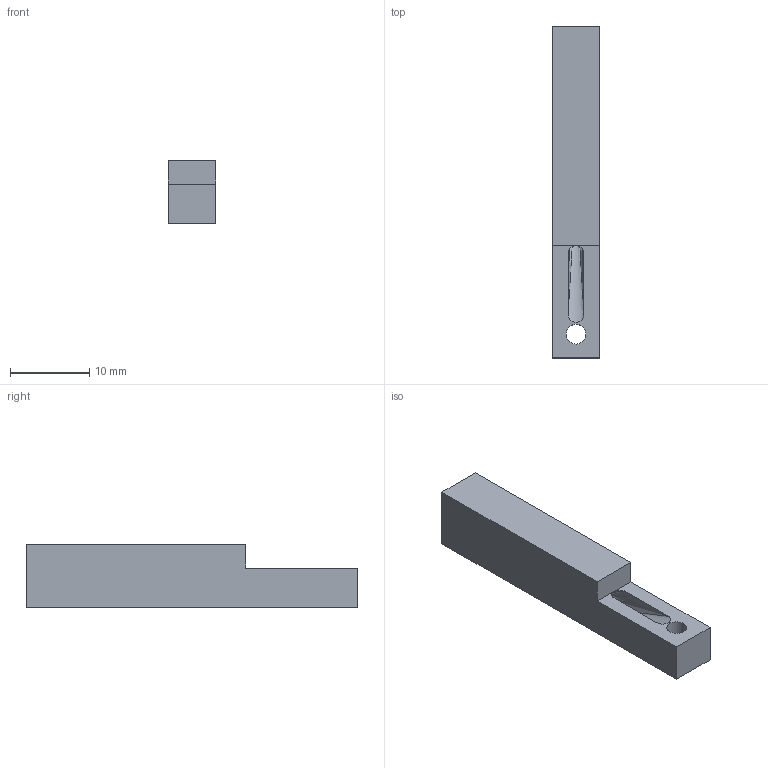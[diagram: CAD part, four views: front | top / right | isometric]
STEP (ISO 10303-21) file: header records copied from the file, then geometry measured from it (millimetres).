
FILE_DESCRIPTION(('FreeCAD Model'),'2;1');
FILE_NAME('2020-06-07 Kuente Sadeta Re y-0,5 Hole 2mm a Oblon STEP.step','2020-06-07T20:12:49',('Author'),(''), 'Open CASCADE STEP processor 7.3','FreeCAD','Unknown');
FILE_SCHEMA(('AUTOMOTIVE_DESIGN { 1 0 10303 214 1 1 1 1 }'));
Length unit declared in the file: millimetre
Products named in the file (1): SubtractiveLoft
Bounding box: 6 x 42 x 8 mm (x, y, z)
Volume: 1540.8 mm3; surface area: 1446.8 mm2
Topology: 1 solids, 1 shells, 21 faces, 57 edges, 37 vertices
Faces by surface type: plane 11, bspline 5, cylinder 4, cone 1
Full cylindrical faces by diameter (mm): 2.5 x2
Entity records: 1755 total; most frequent: CARTESIAN_POINT 682, DIRECTION 179, LINE 121, VECTOR 121, ORIENTED_EDGE 108, PCURVE 108, DEFINITIONAL_REPRESENTATION 108, EDGE_CURVE 54
